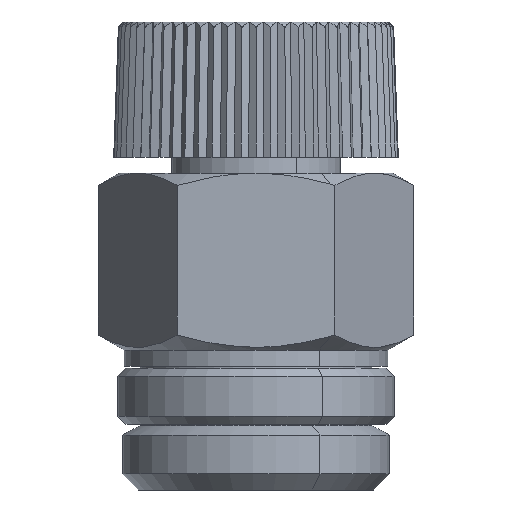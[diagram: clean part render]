
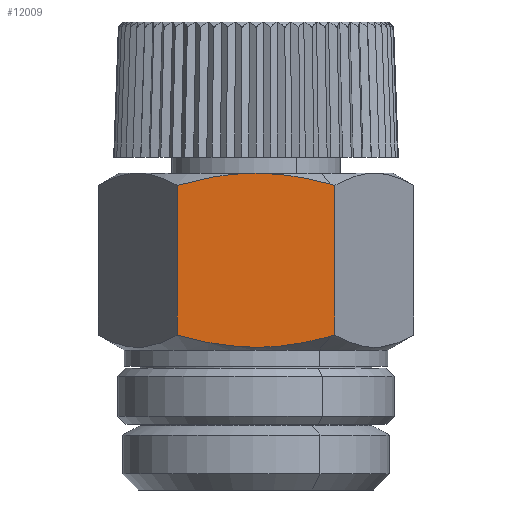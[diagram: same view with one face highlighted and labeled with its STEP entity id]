
A CAD part, front view. The second image highlights one B-rep face of the part: STEP entity #12009.
In plain terms, the highlighted planar face has unit normal (0, -1, 0).
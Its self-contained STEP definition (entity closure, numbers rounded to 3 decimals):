
#11637=CARTESIAN_POINT('Vertex',(0.,-8.5,19.7)) ;
#11691=CARTESIAN_POINT('Vertex',(4.644,-8.5,19.015)) ;
#11695=CARTESIAN_POINT('Control Point',(0.,-8.5,19.7)) ;
#11696=CARTESIAN_POINT('Control Point',(1.142,-8.5,19.7)) ;
#11697=CARTESIAN_POINT('Control Point',(2.283,-8.5,19.582)) ;
#11698=CARTESIAN_POINT('Control Point',(3.456,-8.5,19.344)) ;
#11699=CARTESIAN_POINT('Control Point',(4.644,-8.5,19.015)) ;
#11708=CARTESIAN_POINT('Control Point',(4.644,-8.5,19.015)) ;
#11709=CARTESIAN_POINT('Control Point',(4.731,-8.5,18.991)) ;
#11710=CARTESIAN_POINT('Control Point',(4.819,-8.5,18.966)) ;
#11711=CARTESIAN_POINT('Control Point',(4.907,-8.5,18.941)) ;
#11712=CARTESIAN_POINT('Vertex',(4.907,-8.5,18.941)) ;
#11735=CARTESIAN_POINT('Vertex',(-4.907,-8.5,18.941)) ;
#11739=CARTESIAN_POINT('Control Point',(-4.907,-8.5,18.941)) ;
#11740=CARTESIAN_POINT('Control Point',(-3.651,-8.5,19.303)) ;
#11741=CARTESIAN_POINT('Control Point',(-2.41,-8.5,19.569)) ;
#11742=CARTESIAN_POINT('Control Point',(-1.205,-8.5,19.7)) ;
#11743=CARTESIAN_POINT('Control Point',(0.,-8.5,19.7)) ;
#11901=CARTESIAN_POINT('Vertex',(4.907,-8.5,9.632)) ;
#11911=CARTESIAN_POINT('Line Origine',(4.907,-8.5,14.287)) ;
#11961=CARTESIAN_POINT('Axis2P3D Location',(-4.907,-8.5,0.)) ;
#11967=CARTESIAN_POINT('Control Point',(4.644,-8.5,9.558)) ;
#11968=CARTESIAN_POINT('Control Point',(4.157,-8.5,9.423)) ;
#11969=CARTESIAN_POINT('Control Point',(3.672,-8.5,9.302)) ;
#11970=CARTESIAN_POINT('Control Point',(3.19,-8.5,9.198)) ;
#11971=CARTESIAN_POINT('Control Point',(1.912,-8.5,8.964)) ;
#11972=CARTESIAN_POINT('Control Point',(0.654,-8.5,8.856)) ;
#11973=CARTESIAN_POINT('Control Point',(-0.128,-8.5,8.842)) ;
#11974=CARTESIAN_POINT('Control Point',(-1.463,-8.5,8.908)) ;
#11975=CARTESIAN_POINT('Control Point',(-2.817,-8.5,9.122)) ;
#11976=CARTESIAN_POINT('Control Point',(-3.38,-8.5,9.234)) ;
#11977=CARTESIAN_POINT('Control Point',(-4.025,-8.5,9.387)) ;
#11978=CARTESIAN_POINT('Control Point',(-4.674,-8.5,9.566)) ;
#11979=CARTESIAN_POINT('Control Point',(-4.752,-8.5,9.588)) ;
#11980=CARTESIAN_POINT('Control Point',(-4.83,-8.5,9.61)) ;
#11981=CARTESIAN_POINT('Control Point',(-4.907,-8.5,9.632)) ;
#11982=CARTESIAN_POINT('Vertex',(4.644,-8.5,9.558)) ;
#11984=CARTESIAN_POINT('Vertex',(-4.907,-8.5,9.632)) ;
#11988=CARTESIAN_POINT('Control Point',(4.644,-8.5,9.558)) ;
#11989=CARTESIAN_POINT('Control Point',(4.696,-8.5,9.572)) ;
#11990=CARTESIAN_POINT('Control Point',(4.749,-8.5,9.587)) ;
#11991=CARTESIAN_POINT('Control Point',(4.802,-8.5,9.602)) ;
#11992=CARTESIAN_POINT('Control Point',(4.855,-8.5,9.617)) ;
#11993=CARTESIAN_POINT('Control Point',(4.907,-8.5,9.632)) ;
#11995=CARTESIAN_POINT('Line Origine',(-4.907,-8.5,14.287)) ;
#11912=DIRECTION('Vector Direction',(0.,0.,1.)) ;
#11962=DIRECTION('Axis2P3D Direction',(0.,-1.,0.)) ;
#11963=DIRECTION('Axis2P3D XDirection',(1.,0.,0.)) ;
#11996=DIRECTION('Vector Direction',(0.,0.,1.)) ;
#11964=AXIS2_PLACEMENT_3D('Plane Axis2P3D',#11961,#11962,#11963) ;
#12001=ORIENTED_EDGE('',*,*,#11986,.F.) ;
#12002=ORIENTED_EDGE('',*,*,#11994,.T.) ;
#12003=ORIENTED_EDGE('',*,*,#11915,.T.) ;
#12004=ORIENTED_EDGE('',*,*,#11714,.F.) ;
#12005=ORIENTED_EDGE('',*,*,#11700,.F.) ;
#12006=ORIENTED_EDGE('',*,*,#11744,.F.) ;
#12007=ORIENTED_EDGE('',*,*,#11999,.F.) ;
#11913=VECTOR('Line Direction',#11912,1.) ;
#11997=VECTOR('Line Direction',#11996,1.) ;
#12009=ADVANCED_FACE('PartBody',(#12008),#11965,.T.) ;
#11694=B_SPLINE_CURVE_WITH_KNOTS('',4,(#11695,#11696,#11697,#11698,#11699),.UNSPECIFIED.,.F.,.U.,(5,5),(7.445,14.498),.UNSPECIFIED.) ;
#11707=B_SPLINE_CURVE_WITH_KNOTS('',3,(#11708,#11709,#11710,#11711),.UNSPECIFIED.,.F.,.U.,(4,4),(0.,0.391),.UNSPECIFIED.) ;
#11738=B_SPLINE_CURVE_WITH_KNOTS('',4,(#11739,#11740,#11741,#11742,#11743),.UNSPECIFIED.,.F.,.U.,(5,5),(0.,7.445),.UNSPECIFIED.) ;
#11966=B_SPLINE_CURVE_WITH_KNOTS('',5,(#11967,#11968,#11969,#11970,#11971,#11972,#11973,#11974,#11975,#11976,#11977,#11978,#11979,#11980,#11981),.UNSPECIFIED.,.F.,.U.,(6,3,3,3,6),(0.,3.595,9.597,13.815,14.389),.UNSPECIFIED.) ;
#11987=B_SPLINE_CURVE_WITH_KNOTS('',5,(#11988,#11989,#11990,#11991,#11992,#11993),.UNSPECIFIED.,.F.,.U.,(6,6),(0.,0.389),.UNSPECIFIED.) ;
#11700=EDGE_CURVE('',#11638,#11692,#11694,.T.) ;
#11714=EDGE_CURVE('',#11692,#11713,#11707,.T.) ;
#11744=EDGE_CURVE('',#11736,#11638,#11738,.T.) ;
#11915=EDGE_CURVE('',#11902,#11713,#11914,.T.) ;
#11986=EDGE_CURVE('',#11983,#11985,#11966,.T.) ;
#11994=EDGE_CURVE('',#11983,#11902,#11987,.T.) ;
#11999=EDGE_CURVE('',#11985,#11736,#11998,.T.) ;
#12000=EDGE_LOOP('',(#12001,#12002,#12003,#12004,#12005,#12006,#12007)) ;
#12008=FACE_OUTER_BOUND('',#12000,.T.) ;
#11914=LINE('Line',#11911,#11913) ;
#11998=LINE('Line',#11995,#11997) ;
#11965=PLANE('',#11964) ;
#11638=VERTEX_POINT('',#11637) ;
#11692=VERTEX_POINT('',#11691) ;
#11713=VERTEX_POINT('',#11712) ;
#11736=VERTEX_POINT('',#11735) ;
#11902=VERTEX_POINT('',#11901) ;
#11983=VERTEX_POINT('',#11982) ;
#11985=VERTEX_POINT('',#11984) ;
